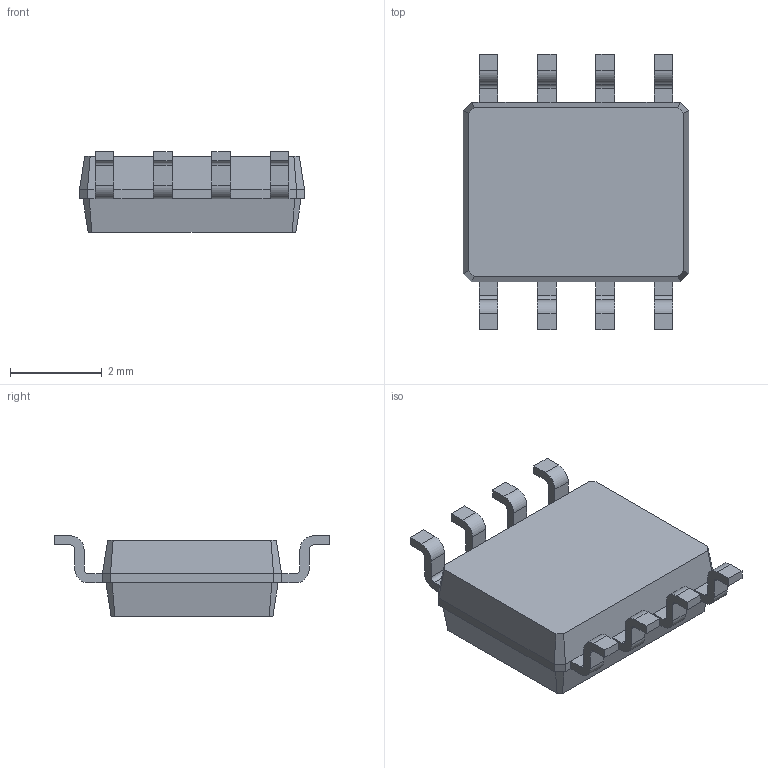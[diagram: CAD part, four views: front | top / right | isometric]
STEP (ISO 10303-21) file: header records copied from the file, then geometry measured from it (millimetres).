
FILE_DESCRIPTION(/* description */ (''),/* implementation_level */ '2;1');
FILE_NAME(/* name */ 'SOIC 8-3.step',/* time_stamp */ '2023-11-22T03:15:57-08:00',/* author */ (''),/* organization */ (''),/* preprocessor_version */ 'ST-DEVELOPER v20',/* originating_system */ 'Autodesk Translation Framework v12.14.0.127',/* authorisation */ '');
FILE_SCHEMA (('AUTOMOTIVE_DESIGN { 1 0 10303 214 3 1 1 }'));
Length unit declared in the file: millimetre
Products named in the file (3): Stylish-Belt-Synth - Full; SOIC-8_3.9x4.9mm_P1; SOLID (9)
Assembly tree (2 placements, depth 3):
  Stylish-Belt-Synth - Full
    SOIC-8_3.9x4.9mm_P1
      SOLID (9)
Bounding box: 4.9 x 6 x 1.75 mm (x, y, z)
Volume: 30.2 mm3; surface area: 78.7 mm2
Topology: 1 solids, 1 shells, 156 faces, 403 edges, 250 vertices
Faces by surface type: plane 123, cylinder 33
Full cylindrical faces by diameter (mm): 0.6 x1
Entity records: 4895 total; most frequent: CARTESIAN_POINT 814, ORIENTED_EDGE 806, DIRECTION 791, EDGE_CURVE 403, LINE 337, VECTOR 337, VERTEX_POINT 250, AXIS2_PLACEMENT_3D 227
